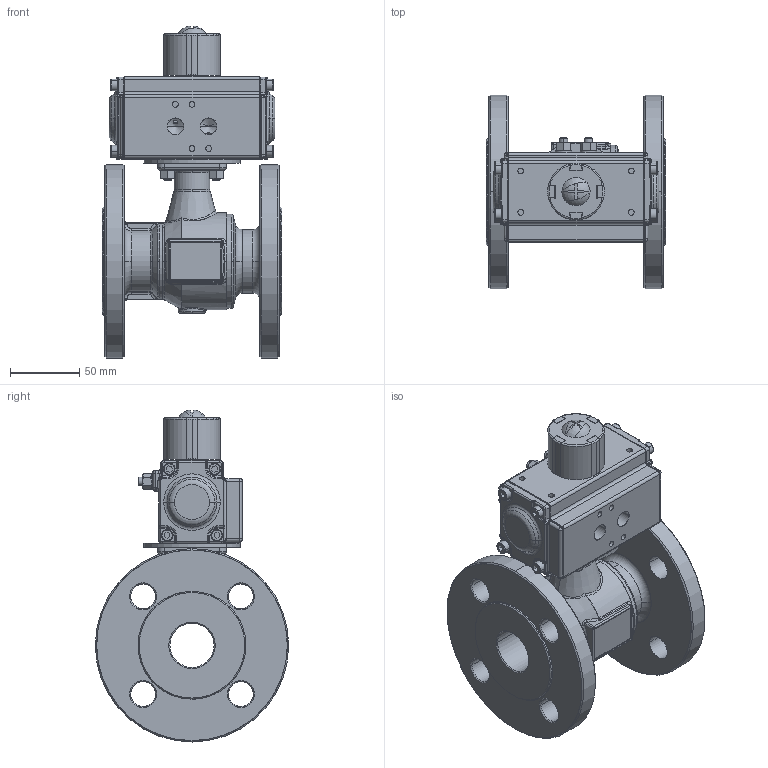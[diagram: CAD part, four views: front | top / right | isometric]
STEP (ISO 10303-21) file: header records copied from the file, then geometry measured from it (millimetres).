
FILE_DESCRIPTION(('HOOPS Exchange Step'),'2;1');
FILE_NAME('PK0400_DN32.stp','2025-04-09T10:54:04+02:00',('nieru'),('Unknown organisation'),'HOOPS Exchange 2024.2','HOOPS Exchange','Unknown authorisation');
FILE_SCHEMA( ('AP203_CONFIGURATION_CONTROLLED_3D_DESIGN_OF_MECHANICAL_PARTS_AND_ASSEMBLIES_MIM_LF') );
Length unit declared in the file: millimetre
Products named in the file (5): 0; root
Assembly tree (4 placements, depth 3):
  root
    0
      0
      0
      0
Bounding box: 130 x 140 x 240.27 mm (x, y, z)
Volume: 287977.6 mm3; surface area: 211607.8 mm2
Topology: 34 solids, 1155 shells, 2324 faces, 8242 edges, 7029 vertices
Faces by surface type: cylinder 805, plane 554, torus 367, bspline 364, cone 158, sphere 76
Full cylindrical faces by diameter (mm): 5 x1
Entity records: 130604 total; most frequent: CARTESIAN_POINT 62893, DIRECTION 12802, ORIENTED_EDGE 10884, EDGE_CURVE 8101, VERTEX_POINT 7013, AXIS2_PLACEMENT_3D 5057, CIRCLE 2941, VECTOR 2688
